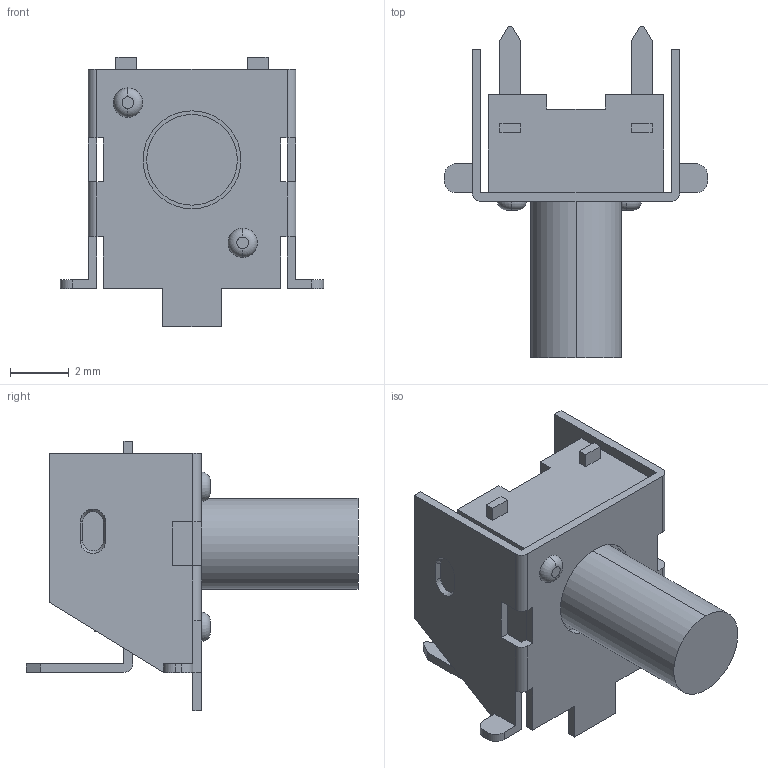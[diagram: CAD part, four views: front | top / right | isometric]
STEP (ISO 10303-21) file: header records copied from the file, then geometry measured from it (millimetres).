
FILE_DESCRIPTION (( 'STEP AP214' ), '1' );
FILE_NAME ('KEY-SMD_2P-L7.1-W10.6-P4.00-LS9.0.step', '2022-07-02T14:54:57', ( '' ), ( '' ), 'SwSTEP 2.0', 'SolidWorks 2020', '' );
FILE_SCHEMA (( 'AUTOMOTIVE_DESIGN' ));
Length unit declared in the file: millimetre
Products named in the file (1): KEY-SMD_2P-L7.1-W10.6-P4.00-LS9.0
Bounding box: 9 x 11.35 x 9.2 mm (x, y, z)
Volume: 189.7 mm3; surface area: 526.6 mm2
Topology: 6 solids, 6 shells, 412 faces, 1113 edges, 740 vertices
Faces by surface type: plane 276, bspline 112, cylinder 14, cone 6, torus 4
Entity records: 18017 total; most frequent: CARTESIAN_POINT 4370, ORIENTED_EDGE 2226, DIRECTION 1539, EDGE_CURVE 1113, VECTOR 833, LINE 833, VERTEX_POINT 740, EDGE_LOOP 449
